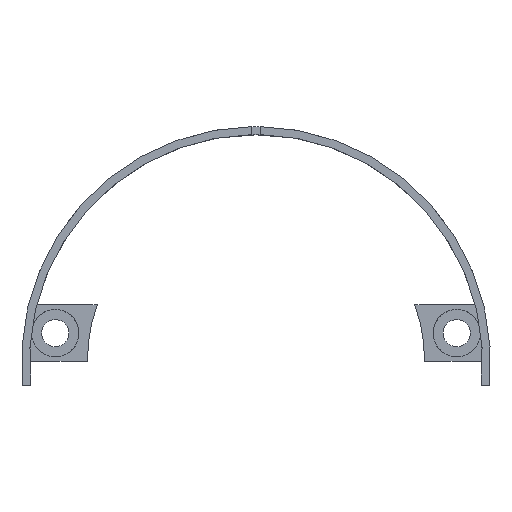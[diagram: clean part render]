
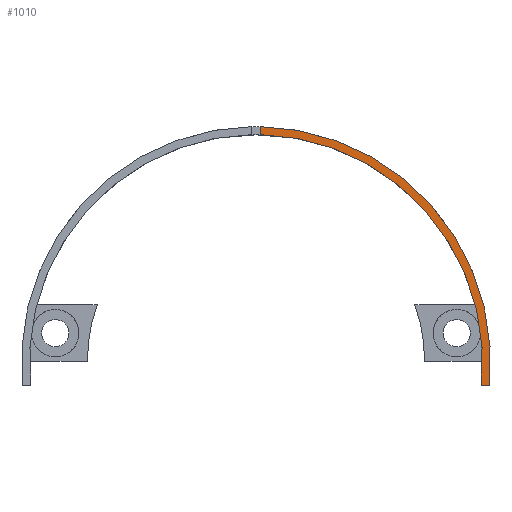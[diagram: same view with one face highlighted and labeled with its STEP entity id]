
A CAD part, top view. The second image highlights one B-rep face of the part: STEP entity #1010.
In plain terms, the highlighted planar face has unit normal (0, 0, 1).
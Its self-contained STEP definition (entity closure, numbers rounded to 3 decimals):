
#35 = VERTEX_POINT('',#36);
#36 = CARTESIAN_POINT('',(28.04,-3.,15.));
#43 = PLANE('',#44);
#44 = AXIS2_PLACEMENT_3D('',#45,#46,#47);
#45 = CARTESIAN_POINT('',(28.04,-3.,0.));
#46 = DIRECTION('',(0.,1.,0.));
#47 = DIRECTION('',(1.,0.,0.));
#55 = CYLINDRICAL_SURFACE('',#56,28.2);
#56 = AXIS2_PLACEMENT_3D('',#57,#58,#59);
#57 = CARTESIAN_POINT('',(0.,0.,0.));
#58 = DIRECTION('',(0.,0.,-1.));
#59 = DIRECTION('',(1.,0.,0.));
#67 = EDGE_CURVE('',#35,#68,#70,.T.);
#68 = VERTEX_POINT('',#69);
#69 = CARTESIAN_POINT('',(29.045,-3.,15.));
#70 = SURFACE_CURVE('',#71,(#75,#82),.PCURVE_S1.);
#71 = LINE('',#72,#73);
#72 = CARTESIAN_POINT('',(28.04,-3.,15.));
#73 = VECTOR('',#74,1.);
#74 = DIRECTION('',(1.,0.,0.));
#75 = PCURVE('',#43,#76);
#76 = DEFINITIONAL_REPRESENTATION('',(#77),#81);
#77 = LINE('',#78,#79);
#78 = CARTESIAN_POINT('',(0.,-15.));
#79 = VECTOR('',#80,1.);
#80 = DIRECTION('',(1.,0.));
#81 = ( GEOMETRIC_REPRESENTATION_CONTEXT(2) 
PARAMETRIC_REPRESENTATION_CONTEXT() REPRESENTATION_CONTEXT('2D SPACE',''
  ) );
#82 = PCURVE('',#83,#88);
#83 = PLANE('',#84);
#84 = AXIS2_PLACEMENT_3D('',#85,#86,#87);
#85 = CARTESIAN_POINT('',(28.04,-3.,15.));
#86 = DIRECTION('',(0.,0.,-1.));
#87 = DIRECTION('',(-1.,0.,0.));
#88 = DEFINITIONAL_REPRESENTATION('',(#89),#93);
#89 = LINE('',#90,#91);
#90 = CARTESIAN_POINT('',(0.,0.));
#91 = VECTOR('',#92,1.);
#92 = DIRECTION('',(-1.,0.));
#93 = ( GEOMETRIC_REPRESENTATION_CONTEXT(2) 
PARAMETRIC_REPRESENTATION_CONTEXT() REPRESENTATION_CONTEXT('2D SPACE',''
  ) );
#111 = CYLINDRICAL_SURFACE('',#112,29.2);
#112 = AXIS2_PLACEMENT_3D('',#113,#114,#115);
#113 = CARTESIAN_POINT('',(0.,0.,0.));
#114 = DIRECTION('',(0.,0.,-1.));
#115 = DIRECTION('',(1.,0.,0.));
#181 = EDGE_CURVE('',#35,#182,#184,.T.);
#182 = VERTEX_POINT('',#183);
#183 = CARTESIAN_POINT('',(0.5,28.196,15.));
#184 = SURFACE_CURVE('',#185,(#190,#197),.PCURVE_S1.);
#185 = CIRCLE('',#186,28.2);
#186 = AXIS2_PLACEMENT_3D('',#187,#188,#189);
#187 = CARTESIAN_POINT('',(0.,0.,15.));
#188 = DIRECTION('',(0.,0.,1.));
#189 = DIRECTION('',(1.,0.,0.));
#190 = PCURVE('',#55,#191);
#191 = DEFINITIONAL_REPRESENTATION('',(#192),#196);
#192 = LINE('',#193,#194);
#193 = CARTESIAN_POINT('',(0.,-15.));
#194 = VECTOR('',#195,1.);
#195 = DIRECTION('',(-1.,0.));
#196 = ( GEOMETRIC_REPRESENTATION_CONTEXT(2) 
PARAMETRIC_REPRESENTATION_CONTEXT() REPRESENTATION_CONTEXT('2D SPACE',''
  ) );
#197 = PCURVE('',#83,#198);
#198 = DEFINITIONAL_REPRESENTATION('',(#199),#207);
#199 = ( BOUNDED_CURVE() B_SPLINE_CURVE(2,(#200,#201,#202,#203,#204,#205
,#206),.UNSPECIFIED.,.F.,.F.) B_SPLINE_CURVE_WITH_KNOTS((1,2,2,2,2,1),(
    -2.094,0.,2.094,4.189,6.283,
8.378),.UNSPECIFIED.) CURVE() GEOMETRIC_REPRESENTATION_ITEM() 
RATIONAL_B_SPLINE_CURVE((1.,0.5,1.,0.5,1.,0.5,1.)) REPRESENTATION_ITEM(
  '') );
#200 = CARTESIAN_POINT('',(-0.16,3.));
#201 = CARTESIAN_POINT('',(-0.16,51.844));
#202 = CARTESIAN_POINT('',(42.14,27.422));
#203 = CARTESIAN_POINT('',(84.44,3.));
#204 = CARTESIAN_POINT('',(42.14,-21.422));
#205 = CARTESIAN_POINT('',(-0.16,-45.844));
#206 = CARTESIAN_POINT('',(-0.16,3.));
#207 = ( GEOMETRIC_REPRESENTATION_CONTEXT(2) 
PARAMETRIC_REPRESENTATION_CONTEXT() REPRESENTATION_CONTEXT('2D SPACE',''
  ) );
#224 = PLANE('',#225);
#225 = AXIS2_PLACEMENT_3D('',#226,#227,#228);
#226 = CARTESIAN_POINT('',(0.5,25.,5.));
#227 = DIRECTION('',(1.,0.,0.));
#228 = DIRECTION('',(0.,0.,1.));
#619 = EDGE_CURVE('',#68,#620,#622,.T.);
#620 = VERTEX_POINT('',#621);
#621 = CARTESIAN_POINT('',(0.5,29.196,15.));
#622 = SURFACE_CURVE('',#623,(#628,#635),.PCURVE_S1.);
#623 = CIRCLE('',#624,29.2);
#624 = AXIS2_PLACEMENT_3D('',#625,#626,#627);
#625 = CARTESIAN_POINT('',(0.,0.,15.));
#626 = DIRECTION('',(0.,0.,1.));
#627 = DIRECTION('',(1.,0.,0.));
#628 = PCURVE('',#111,#629);
#629 = DEFINITIONAL_REPRESENTATION('',(#630),#634);
#630 = LINE('',#631,#632);
#631 = CARTESIAN_POINT('',(0.,-15.));
#632 = VECTOR('',#633,1.);
#633 = DIRECTION('',(-1.,0.));
#634 = ( GEOMETRIC_REPRESENTATION_CONTEXT(2) 
PARAMETRIC_REPRESENTATION_CONTEXT() REPRESENTATION_CONTEXT('2D SPACE',''
  ) );
#635 = PCURVE('',#83,#636);
#636 = DEFINITIONAL_REPRESENTATION('',(#637),#645);
#637 = ( BOUNDED_CURVE() B_SPLINE_CURVE(2,(#638,#639,#640,#641,#642,#643
,#644),.UNSPECIFIED.,.F.,.F.) B_SPLINE_CURVE_WITH_KNOTS((1,2,2,2,2,1),(
    -2.094,0.,2.094,4.189,6.283,
8.378),.UNSPECIFIED.) CURVE() GEOMETRIC_REPRESENTATION_ITEM() 
RATIONAL_B_SPLINE_CURVE((1.,0.5,1.,0.5,1.,0.5,1.)) REPRESENTATION_ITEM(
  '') );
#638 = CARTESIAN_POINT('',(-1.16,3.));
#639 = CARTESIAN_POINT('',(-1.16,53.576));
#640 = CARTESIAN_POINT('',(42.64,28.288));
#641 = CARTESIAN_POINT('',(86.44,3.));
#642 = CARTESIAN_POINT('',(42.64,-22.288));
#643 = CARTESIAN_POINT('',(-1.16,-47.576));
#644 = CARTESIAN_POINT('',(-1.16,3.));
#645 = ( GEOMETRIC_REPRESENTATION_CONTEXT(2) 
PARAMETRIC_REPRESENTATION_CONTEXT() REPRESENTATION_CONTEXT('2D SPACE',''
  ) );
#1010 = ADVANCED_FACE('',(#1011),#83,.F.);
#1011 = FACE_BOUND('',#1012,.F.);
#1012 = EDGE_LOOP('',(#1013,#1014,#1015,#1034));
#1013 = ORIENTED_EDGE('',*,*,#67,.F.);
#1014 = ORIENTED_EDGE('',*,*,#181,.T.);
#1015 = ORIENTED_EDGE('',*,*,#1016,.F.);
#1016 = EDGE_CURVE('',#620,#182,#1017,.T.);
#1017 = SURFACE_CURVE('',#1018,(#1022,#1028),.PCURVE_S1.);
#1018 = LINE('',#1019,#1020);
#1019 = CARTESIAN_POINT('',(0.5,11.,15.));
#1020 = VECTOR('',#1021,1.);
#1021 = DIRECTION('',(0.,-1.,0.));
#1022 = PCURVE('',#83,#1023);
#1023 = DEFINITIONAL_REPRESENTATION('',(#1024),#1027);
#1024 = B_SPLINE_CURVE_WITH_KNOTS('',1,(#1025,#1026),.UNSPECIFIED.,.F.,
  .F.,(2,2),(-21.42,-13.1),.PIECEWISE_BEZIER_KNOTS.);
#1025 = CARTESIAN_POINT('',(27.54,35.42));
#1026 = CARTESIAN_POINT('',(27.54,27.1));
#1027 = ( GEOMETRIC_REPRESENTATION_CONTEXT(2) 
PARAMETRIC_REPRESENTATION_CONTEXT() REPRESENTATION_CONTEXT('2D SPACE',''
  ) );
#1028 = PCURVE('',#224,#1029);
#1029 = DEFINITIONAL_REPRESENTATION('',(#1030),#1033);
#1030 = B_SPLINE_CURVE_WITH_KNOTS('',1,(#1031,#1032),.UNSPECIFIED.,.F.,
  .F.,(2,2),(-21.42,-13.1),.PIECEWISE_BEZIER_KNOTS.);
#1031 = CARTESIAN_POINT('',(10.,-7.42));
#1032 = CARTESIAN_POINT('',(10.,0.9));
#1033 = ( GEOMETRIC_REPRESENTATION_CONTEXT(2) 
PARAMETRIC_REPRESENTATION_CONTEXT() REPRESENTATION_CONTEXT('2D SPACE',''
  ) );
#1034 = ORIENTED_EDGE('',*,*,#619,.F.);
